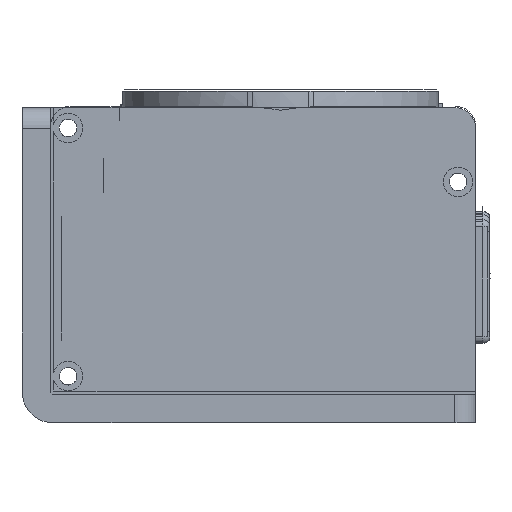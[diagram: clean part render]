
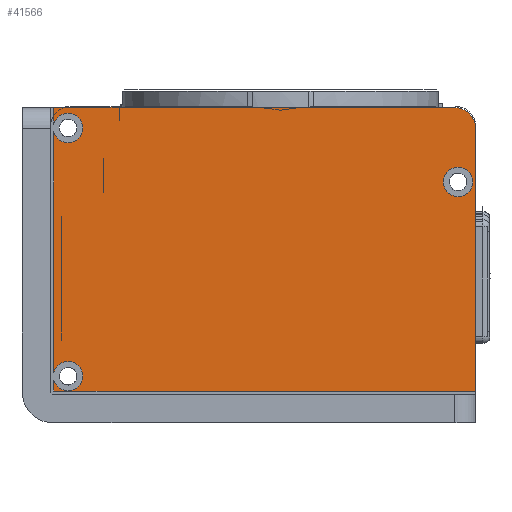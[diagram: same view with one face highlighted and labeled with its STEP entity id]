
A CAD part, front view. The second image highlights one B-rep face of the part: STEP entity #41566.
In plain terms, the highlighted planar face has unit normal (0, -1, 0).
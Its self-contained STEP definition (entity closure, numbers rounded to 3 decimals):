
#995=FACE_BOUND('',#6544,.T.);
#2488=PLANE('',#44321);
#4419=FACE_OUTER_BOUND('',#6543,.T.);
#6543=EDGE_LOOP('',(#38721,#38722,#38723,#38724,#38725,#38726,#38727,#38728,
#38729));
#6544=EDGE_LOOP('',(#38730));
#7428=CIRCLE('',#44322,2.075);
#7429=CIRCLE('',#44323,2.075);
#7430=CIRCLE('',#44324,3.);
#7431=CIRCLE('',#44325,2.075);
#12230=LINE('',#69903,#17354);
#12231=LINE('',#69907,#17355);
#12232=LINE('',#69909,#17356);
#12233=LINE('',#69911,#17357);
#12234=LINE('',#69915,#17358);
#12235=LINE('',#69916,#17359);
#17354=VECTOR('',#54428,33.894);
#17355=VECTOR('',#54431,1.547);
#17356=VECTOR('',#54432,59.5);
#17357=VECTOR('',#54433,37.);
#17358=VECTOR('',#54436,56.5);
#17359=VECTOR('',#54437,2.347);
#21542=VERTEX_POINT('',#69899);
#21543=VERTEX_POINT('',#69900);
#21544=VERTEX_POINT('',#69902);
#21545=VERTEX_POINT('',#69904);
#21546=VERTEX_POINT('',#69906);
#21547=VERTEX_POINT('',#69908);
#21548=VERTEX_POINT('',#69910);
#21549=VERTEX_POINT('',#69912);
#21550=VERTEX_POINT('',#69914);
#21551=VERTEX_POINT('',#69917);
#27664=EDGE_CURVE('',#21542,#21543,#7428,.T.);
#27665=EDGE_CURVE('',#21542,#21544,#12230,.T.);
#27666=EDGE_CURVE('',#21545,#21544,#7429,.T.);
#27667=EDGE_CURVE('',#21545,#21546,#12231,.T.);
#27668=EDGE_CURVE('',#21546,#21547,#12232,.T.);
#27669=EDGE_CURVE('',#21547,#21548,#12233,.T.);
#27670=EDGE_CURVE('',#21549,#21548,#7430,.T.);
#27671=EDGE_CURVE('',#21549,#21550,#12234,.T.);
#27672=EDGE_CURVE('',#21550,#21543,#12235,.T.);
#27673=EDGE_CURVE('',#21551,#21551,#7431,.T.);
#38721=ORIENTED_EDGE('',*,*,#27664,.F.);
#38722=ORIENTED_EDGE('',*,*,#27665,.T.);
#38723=ORIENTED_EDGE('',*,*,#27666,.F.);
#38724=ORIENTED_EDGE('',*,*,#27667,.T.);
#38725=ORIENTED_EDGE('',*,*,#27668,.T.);
#38726=ORIENTED_EDGE('',*,*,#27669,.T.);
#38727=ORIENTED_EDGE('',*,*,#27670,.F.);
#38728=ORIENTED_EDGE('',*,*,#27671,.T.);
#38729=ORIENTED_EDGE('',*,*,#27672,.T.);
#38730=ORIENTED_EDGE('',*,*,#27673,.F.);
#41566=ADVANCED_FACE('',(#4419,#995),#2488,.F.);
#44321=AXIS2_PLACEMENT_3D('',#69898,#54424,#54425);
#44322=AXIS2_PLACEMENT_3D('',#69901,#54426,#54427);
#44323=AXIS2_PLACEMENT_3D('',#69905,#54429,#54430);
#44324=AXIS2_PLACEMENT_3D('',#69913,#54434,#54435);
#44325=AXIS2_PLACEMENT_3D('',#69918,#54438,#54439);
#54424=DIRECTION('center_axis',(0.,1.,0.));
#54425=DIRECTION('ref_axis',(-1.,0.,0.));
#54426=DIRECTION('center_axis',(0.,-1.,0.));
#54427=DIRECTION('ref_axis',(-1.,0.,0.));
#54428=DIRECTION('',(0.,0.,-1.));
#54429=DIRECTION('center_axis',(0.,-1.,0.));
#54430=DIRECTION('ref_axis',(-1.,0.,0.));
#54431=DIRECTION('',(0.,0.,-1.));
#54432=DIRECTION('',(1.,0.,0.));
#54433=DIRECTION('',(0.,0.,1.));
#54434=DIRECTION('center_axis',(0.,1.,0.));
#54435=DIRECTION('ref_axis',(0.707,0.,0.707));
#54436=DIRECTION('',(-1.,0.,0.));
#54437=DIRECTION('',(0.,0.,-1.));
#54438=DIRECTION('center_axis',(0.,-1.,0.));
#54439=DIRECTION('ref_axis',(-1.,0.,0.));
#69898=CARTESIAN_POINT('Origin',(0.15,-51.5,20.7));
#69899=CARTESIAN_POINT('',(-29.6,-51.5,38.247));
#69900=CARTESIAN_POINT('',(-29.6,-51.5,39.353));
#69901=CARTESIAN_POINT('Origin',(-27.6,-51.5,38.8));
#69902=CARTESIAN_POINT('',(-29.6,-51.5,4.353));
#69903=CARTESIAN_POINT('',(-29.6,-51.5,41.7));
#69904=CARTESIAN_POINT('',(-29.6,-51.5,3.247));
#69905=CARTESIAN_POINT('Origin',(-27.6,-51.5,3.8));
#69906=CARTESIAN_POINT('',(-29.6,-51.5,1.7));
#69907=CARTESIAN_POINT('',(-29.6,-51.5,41.7));
#69908=CARTESIAN_POINT('',(29.9,-51.5,1.7));
#69909=CARTESIAN_POINT('',(-14.725,-51.5,1.7));
#69910=CARTESIAN_POINT('',(29.9,-51.5,38.7));
#69911=CARTESIAN_POINT('',(29.9,-51.5,-0.3));
#69912=CARTESIAN_POINT('',(26.9,-51.5,41.7));
#69913=CARTESIAN_POINT('Origin',(26.9,-51.5,38.7));
#69914=CARTESIAN_POINT('',(-29.6,-51.5,41.7));
#69915=CARTESIAN_POINT('',(29.9,-51.5,41.7));
#69916=CARTESIAN_POINT('',(-29.6,-51.5,41.7));
#69917=CARTESIAN_POINT('',(29.475,-51.5,31.2));
#69918=CARTESIAN_POINT('Origin',(27.4,-51.5,31.2));
